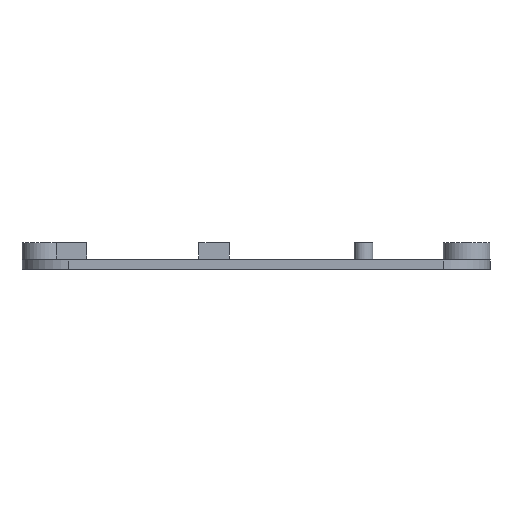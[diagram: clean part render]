
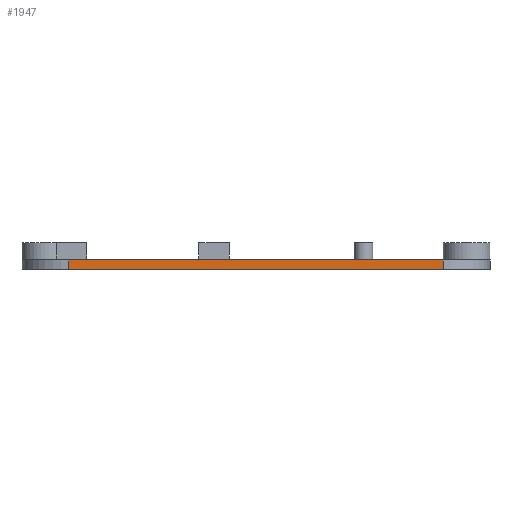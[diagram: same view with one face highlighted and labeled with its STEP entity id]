
A CAD part, left-side view. The second image highlights one B-rep face of the part: STEP entity #1947.
In plain terms, the highlighted planar face has unit normal (-1, 0, 0).
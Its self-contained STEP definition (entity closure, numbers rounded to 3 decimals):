
#243=FACE_OUTER_BOUND('',#366,.T.);
#366=EDGE_LOOP('',(#1584,#1585,#1586,#1587));
#574=LINE('',#3171,#776);
#575=LINE('',#3174,#777);
#576=LINE('',#3176,#778);
#577=LINE('',#3177,#779);
#776=VECTOR('',#2610,10.);
#777=VECTOR('',#2613,10.);
#778=VECTOR('',#2614,10.);
#779=VECTOR('',#2615,10.);
#951=VERTEX_POINT('',#3167);
#952=VERTEX_POINT('',#3169);
#953=VERTEX_POINT('',#3173);
#954=VERTEX_POINT('',#3175);
#1186=EDGE_CURVE('',#951,#952,#574,.T.);
#1187=EDGE_CURVE('',#953,#951,#575,.T.);
#1188=EDGE_CURVE('',#954,#952,#576,.T.);
#1189=EDGE_CURVE('',#953,#954,#577,.T.);
#1584=ORIENTED_EDGE('',*,*,#1187,.T.);
#1585=ORIENTED_EDGE('',*,*,#1186,.T.);
#1586=ORIENTED_EDGE('',*,*,#1188,.F.);
#1587=ORIENTED_EDGE('',*,*,#1189,.F.);
#1833=PLANE('',#2139);
#1947=ADVANCED_FACE('',(#243),#1833,.T.);
#2139=AXIS2_PLACEMENT_3D('',#3172,#2611,#2612);
#2610=DIRECTION('',(0.,0.,1.));
#2611=DIRECTION('center_axis',(-1.,0.,0.));
#2612=DIRECTION('ref_axis',(0.,-1.,0.));
#2613=DIRECTION('',(0.,-1.,0.));
#2614=DIRECTION('',(0.,-1.,0.));
#2615=DIRECTION('',(0.,0.,1.));
#3167=CARTESIAN_POINT('',(0.,10.,0.));
#3169=CARTESIAN_POINT('',(0.,10.,2.));
#3171=CARTESIAN_POINT('',(0.,10.,0.));
#3172=CARTESIAN_POINT('Origin',(0.,90.,0.));
#3173=CARTESIAN_POINT('',(0.,90.,0.));
#3174=CARTESIAN_POINT('',(0.,90.,0.));
#3175=CARTESIAN_POINT('',(0.,90.,2.));
#3176=CARTESIAN_POINT('',(0.,90.,2.));
#3177=CARTESIAN_POINT('',(0.,90.,0.));
